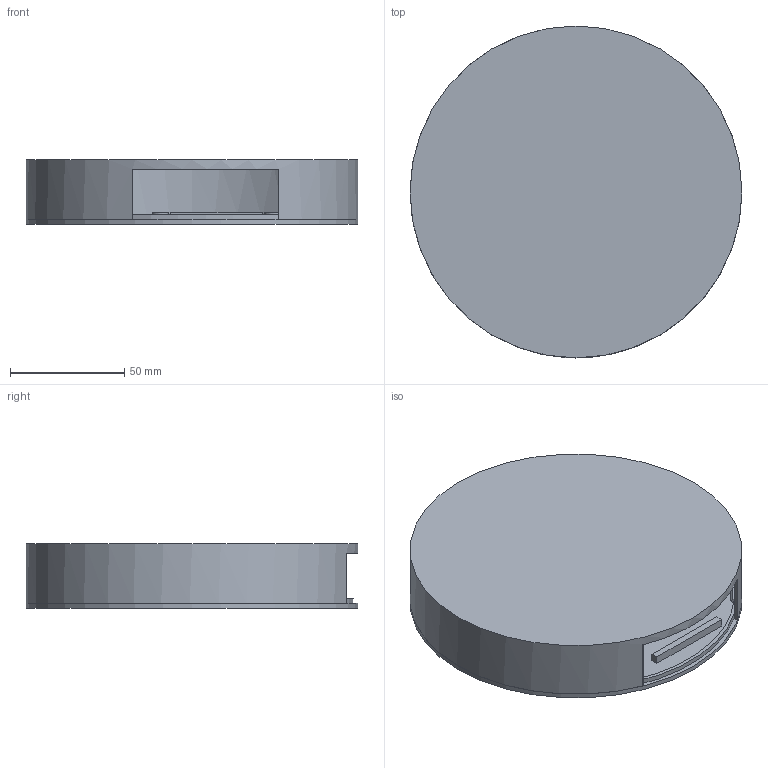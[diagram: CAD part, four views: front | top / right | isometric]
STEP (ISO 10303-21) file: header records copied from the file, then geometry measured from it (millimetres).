
FILE_DESCRIPTION(/* description */ (''),/* implementation_level */ '2;1');
FILE_NAME(/* name */ 'Orbital Case.step',/* time_stamp */ '2020-04-21T14:33:26+02:00',/* author */ (''),/* organization */ (''),/* preprocessor_version */ 'ST-DEVELOPER v18.1',/* originating_system */ 'Autodesk Translation Framework v9.2.0.1227',/* authorisation */ '');
FILE_SCHEMA (('AUTOMOTIVE_DESIGN { 1 0 10303 214 3 1 1 }'));
Length unit declared in the file: millimetre
Products named in the file (4): Orbital Case; Case; Bottom; Top
Assembly tree (3 placements, depth 3):
  Orbital Case
    Case
      Bottom
      Top
Bounding box: 145 x 145 x 28 mm (x, y, z)
Volume: 66954.4 mm3; surface area: 89223.8 mm2
Topology: 2 solids, 2 shells, 149 faces, 374 edges, 242 vertices
Faces by surface type: plane 83, cylinder 34, cone 18, bspline 10, torus 4
Full cylindrical faces by diameter (mm): 2.6 x3, 2.7 x1, 7 x4, 142 x1, 145 x2
Entity records: 4739 total; most frequent: CARTESIAN_POINT 1047, ORIENTED_EDGE 748, DIRECTION 742, EDGE_CURVE 374, AXIS2_PLACEMENT_3D 257, VERTEX_POINT 242, LINE 228, VECTOR 228
